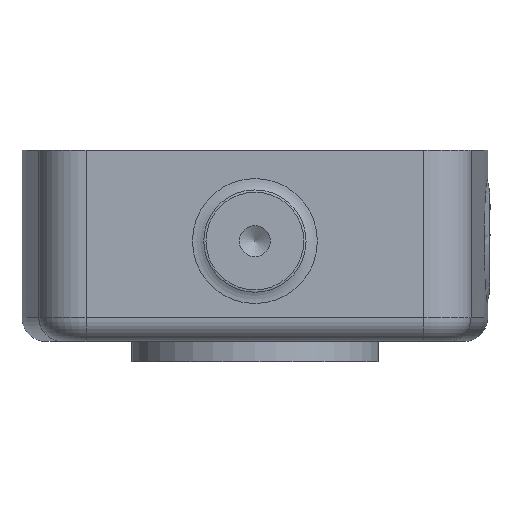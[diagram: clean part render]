
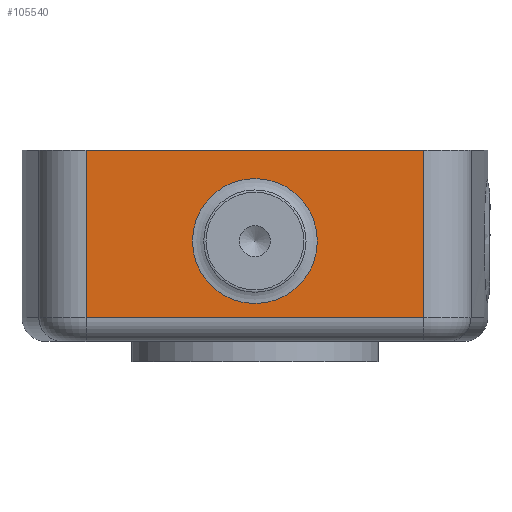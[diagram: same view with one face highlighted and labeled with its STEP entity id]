
A CAD part, front view. The second image highlights one B-rep face of the part: STEP entity #105540.
In plain terms, the highlighted planar face has unit normal (0, -1, 0).
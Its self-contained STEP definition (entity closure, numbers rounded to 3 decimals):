
#1316 = EDGE_CURVE ( 'NONE', #83357, #23094, #230748, .T. ) ;
#9096 = DIRECTION ( 'NONE',  ( 1., 0., 0. ) ) ;
#9939 = CARTESIAN_POINT ( 'NONE',  ( 17.955, -24.638, 0.33 ) ) ;
#11697 = DIRECTION ( 'NONE',  ( 0., 1., 0. ) ) ;
#17505 = FACE_OUTER_BOUND ( 'NONE', #153315, .T. ) ;
#23094 = VERTEX_POINT ( 'NONE', #42715 ) ;
#23563 = EDGE_CURVE ( 'NONE', #203157, #106841, #196574, .T. ) ;
#34466 = DIRECTION ( 'NONE',  ( 0., 0., 1. ) ) ;
#37743 = VECTOR ( 'NONE', #34466, 1000. ) ;
#42715 = CARTESIAN_POINT ( 'NONE',  ( 17.955, -24.638, 0.33 ) ) ;
#44709 = LINE ( 'NONE', #203687, #160726 ) ;
#45560 = EDGE_CURVE ( 'NONE', #207755, #207755, #228812, .T. ) ;
#49505 = DIRECTION ( 'NONE',  ( 1., 0., 0. ) ) ;
#49933 = CARTESIAN_POINT ( 'NONE',  ( 0., -24.638, -9.322 ) ) ;
#56496 = CARTESIAN_POINT ( 'NONE',  ( 17.955, -24.638, -17.45 ) ) ;
#83357 = VERTEX_POINT ( 'NONE', #172733 ) ;
#105540 = ADVANCED_FACE ( 'NONE', ( #239478, #17505 ), #159345, .T. ) ;
#106841 = VERTEX_POINT ( 'NONE', #56496 ) ;
#111290 = AXIS2_PLACEMENT_3D ( 'NONE', #140899, #121250, #201371 ) ;
#114811 = VECTOR ( 'NONE', #49505, 1000. ) ;
#115389 = EDGE_CURVE ( 'NONE', #106841, #23094, #44709, .T. ) ;
#121250 = DIRECTION ( 'NONE',  ( 0., -1., 0. ) ) ;
#140899 = CARTESIAN_POINT ( 'NONE',  ( 17.955, -24.638, -19.99 ) ) ;
#152684 = ORIENTED_EDGE ( 'NONE', *, *, #115389, .T. ) ;
#153315 = EDGE_LOOP ( 'NONE', ( #203717, #180025, #152684, #237011 ) ) ;
#159345 = PLANE ( 'NONE',  #111290 ) ;
#159722 = DIRECTION ( 'NONE',  ( 1., 0., 0. ) ) ;
#160726 = VECTOR ( 'NONE', #185350, 1000. ) ;
#172733 = CARTESIAN_POINT ( 'NONE',  ( -17.955, -24.638, 0.33 ) ) ;
#180025 = ORIENTED_EDGE ( 'NONE', *, *, #23563, .T. ) ;
#185350 = DIRECTION ( 'NONE',  ( 0., 0., 1. ) ) ;
#185576 = EDGE_CURVE ( 'NONE', #203157, #83357, #211859, .T. ) ;
#189382 = CARTESIAN_POINT ( 'NONE',  ( 6.641, -24.638, -9.322 ) ) ;
#190836 = ORIENTED_EDGE ( 'NONE', *, *, #45560, .T. ) ;
#191191 = AXIS2_PLACEMENT_3D ( 'NONE', #49933, #11697, #9096 ) ;
#196574 = LINE ( 'NONE', #256968, #237751 ) ;
#201371 = DIRECTION ( 'NONE',  ( 1., 0., 0. ) ) ;
#203157 = VERTEX_POINT ( 'NONE', #235556 ) ;
#203687 = CARTESIAN_POINT ( 'NONE',  ( 17.955, -24.638, -19.99 ) ) ;
#203717 = ORIENTED_EDGE ( 'NONE', *, *, #185576, .F. ) ;
#207755 = VERTEX_POINT ( 'NONE', #189382 ) ;
#211859 = LINE ( 'NONE', #253833, #37743 ) ;
#228812 = CIRCLE ( 'NONE', #191191, 6.641 ) ;
#230748 = LINE ( 'NONE', #9939, #114811 ) ;
#235085 = EDGE_LOOP ( 'NONE', ( #190836 ) ) ;
#235556 = CARTESIAN_POINT ( 'NONE',  ( -17.955, -24.638, -17.45 ) ) ;
#237011 = ORIENTED_EDGE ( 'NONE', *, *, #1316, .F. ) ;
#237751 = VECTOR ( 'NONE', #159722, 1000. ) ;
#239478 = FACE_BOUND ( 'NONE', #235085, .T. ) ;
#253833 = CARTESIAN_POINT ( 'NONE',  ( -17.955, -24.638, -19.99 ) ) ;
#256968 = CARTESIAN_POINT ( 'NONE',  ( 17.955, -24.638, -17.45 ) ) ;
